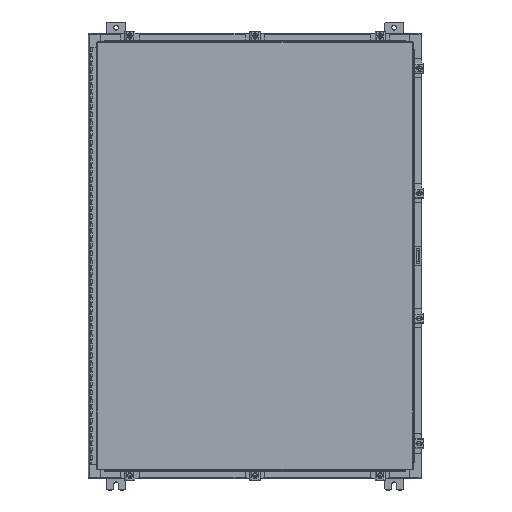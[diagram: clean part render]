
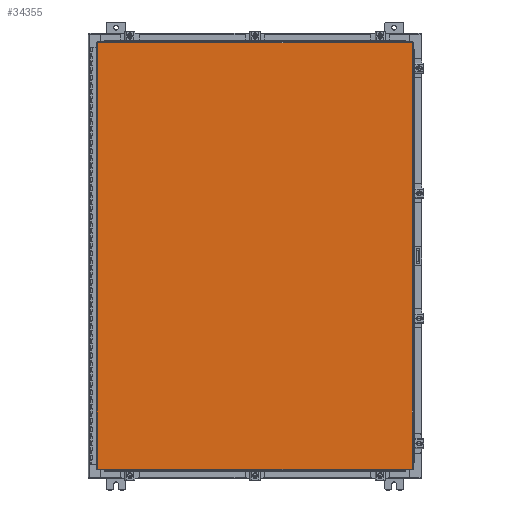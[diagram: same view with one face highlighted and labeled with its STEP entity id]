
A CAD part, top view. The second image highlights one B-rep face of the part: STEP entity #34355.
In plain terms, the highlighted planar face has unit normal (0, 0, 1).
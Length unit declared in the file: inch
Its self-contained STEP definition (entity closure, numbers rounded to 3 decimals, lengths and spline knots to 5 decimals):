
#334 = CARTESIAN_POINT ( 'NONE',  ( 0., 0., 0. ) ) ;
#2758 = ORIENTED_EDGE ( 'NONE', *, *, #41757, .T. ) ;
#4529 = LINE ( 'NONE', #53415, #13270 ) ;
#4747 = PLANE ( 'NONE',  #8586 ) ;
#8324 = EDGE_CURVE ( 'NONE', #48247, #36602, #49664, .T. ) ;
#8586 = AXIS2_PLACEMENT_3D ( 'NONE', #334, #38588, #13402 ) ;
#9180 = DIRECTION ( 'NONE',  ( 0., 1., 0. ) ) ;
#10033 = CARTESIAN_POINT ( 'NONE',  ( -16.9903, -23.0063, 0. ) ) ;
#10601 = CARTESIAN_POINT ( 'NONE',  ( -16.9903, -23.0063, 0. ) ) ;
#11308 = VECTOR ( 'NONE', #22684, 39.37008 ) ;
#12545 = EDGE_LOOP ( 'NONE', ( #43678, #18274, #43422, #2758 ) ) ;
#13270 = VECTOR ( 'NONE', #27688, 39.37008 ) ;
#13402 = DIRECTION ( 'NONE',  ( -1., 0., 0. ) ) ;
#14246 = DIRECTION ( 'NONE',  ( 1., 0., 0. ) ) ;
#18274 = ORIENTED_EDGE ( 'NONE', *, *, #8324, .T. ) ;
#22404 = LINE ( 'NONE', #52410, #11308 ) ;
#22684 = DIRECTION ( 'NONE',  ( -1., 0., 0. ) ) ;
#24907 = CARTESIAN_POINT ( 'NONE',  ( 16.9903, 23.0063, 0. ) ) ;
#26728 = CARTESIAN_POINT ( 'NONE',  ( 16.9903, -23.0063, 0. ) ) ;
#27688 = DIRECTION ( 'NONE',  ( 0., -1., 0. ) ) ;
#28222 = VERTEX_POINT ( 'NONE', #10601 ) ;
#29847 = EDGE_CURVE ( 'NONE', #28222, #48247, #51005, .T. ) ;
#30930 = VERTEX_POINT ( 'NONE', #36382 ) ;
#34355 = ADVANCED_FACE ( 'NONE', ( #52737 ), #4747, .F. ) ;
#36382 = CARTESIAN_POINT ( 'NONE',  ( -16.9903, 23.0063, 0. ) ) ;
#36602 = VERTEX_POINT ( 'NONE', #24907 ) ;
#38152 = VECTOR ( 'NONE', #9180, 39.37008 ) ;
#38588 = DIRECTION ( 'NONE',  ( 0., 0., -1. ) ) ;
#41757 = EDGE_CURVE ( 'NONE', #30930, #28222, #4529, .T. ) ;
#42212 = EDGE_CURVE ( 'NONE', #36602, #30930, #22404, .T. ) ;
#43422 = ORIENTED_EDGE ( 'NONE', *, *, #42212, .T. ) ;
#43678 = ORIENTED_EDGE ( 'NONE', *, *, #29847, .T. ) ;
#46992 = CARTESIAN_POINT ( 'NONE',  ( 16.9903, -23.0063, 0. ) ) ;
#48247 = VERTEX_POINT ( 'NONE', #46992 ) ;
#49664 = LINE ( 'NONE', #26728, #38152 ) ;
#51005 = LINE ( 'NONE', #10033, #53692 ) ;
#52410 = CARTESIAN_POINT ( 'NONE',  ( 16.9903, 23.0063, 0. ) ) ;
#52737 = FACE_OUTER_BOUND ( 'NONE', #12545, .T. ) ;
#53415 = CARTESIAN_POINT ( 'NONE',  ( -16.9903, 23.0063, 0. ) ) ;
#53692 = VECTOR ( 'NONE', #14246, 39.37008 ) ;
